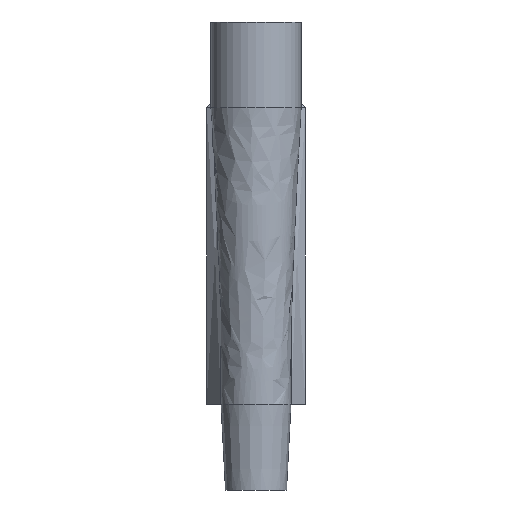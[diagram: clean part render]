
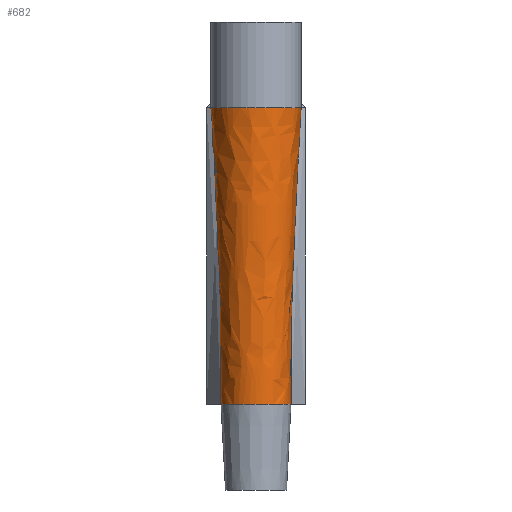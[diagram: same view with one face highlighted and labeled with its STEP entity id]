
A CAD part, front view. The second image highlights one B-rep face of the part: STEP entity #682.
In plain terms, the highlighted free-form (B-spline) face has degree [3, 1] with [6, 2] control points.
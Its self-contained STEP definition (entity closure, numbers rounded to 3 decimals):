
#149 = DIRECTION ( 'NONE',  ( 0., 0., -1. ) ) ;
#170 = VECTOR ( 'NONE', #2599, 1000. ) ;
#213 = EDGE_CURVE ( 'NONE', #2668, #2665, #1678, .T. ) ;
#262 = CARTESIAN_POINT ( 'NONE',  ( 6., -9., -38.1 ) ) ;
#268 = CARTESIAN_POINT ( 'NONE',  ( -6., -9., -38.1 ) ) ;
#310 = ORIENTED_EDGE ( 'NONE', *, *, #1762, .T. ) ;
#449 = LINE ( 'NONE', #1922, #2008 ) ;
#595 = CARTESIAN_POINT ( 'NONE',  ( -11.6, 0., 38.1 ) ) ;
#611 = DIRECTION ( 'NONE',  ( 0., 0., -1. ) ) ;
#662 = VERTEX_POINT ( 'NONE', #828 ) ;
#671 =( BOUNDED_SURFACE ( )  B_SPLINE_SURFACE ( 3, 1, ( 
 ( #1618, #1148 ),
 ( #2716, #1376 ),
 ( #262, #693 ),
 ( #268, #1821 ),
 ( #2262, #1200 ),
 ( #2295, #2765 ) ),
 .UNSPECIFIED., .F., .F., .F. ) 
 B_SPLINE_SURFACE_WITH_KNOTS ( ( 4, 2, 4 ),
 ( 2, 2 ),
 ( 0., 0.5, 1. ),
 ( 0., 1. ),
 .UNSPECIFIED. ) 
 GEOMETRIC_REPRESENTATION_ITEM ( )  RATIONAL_B_SPLINE_SURFACE ( (
 ( 1., 1.),
 ( 0.667, 0.346),
 ( 0.5, 0.204),
 ( 0.5, 0.204),
 ( 0.667, 0.346),
 ( 1., 1.) ) ) 
 REPRESENTATION_ITEM ( '' )  SURFACE ( )  );
#673 = AXIS2_PLACEMENT_3D ( 'NONE', #1732, #611, #1696 ) ;
#682 = ADVANCED_FACE ( 'NONE', ( #1171 ), #671, .F. ) ;
#693 = CARTESIAN_POINT ( 'NONE',  ( 12.139, -11.6, 38.1 ) ) ;
#828 = CARTESIAN_POINT ( 'NONE',  ( -8.205, 8.2, 38.1 ) ) ;
#973 = CARTESIAN_POINT ( 'NONE',  ( 9., 0., -38.1 ) ) ;
#1009 = CARTESIAN_POINT ( 'NONE',  ( 0., 0., 38.1 ) ) ;
#1100 = CIRCLE ( 'NONE', #2552, 11.6 ) ;
#1116 = EDGE_CURVE ( 'NONE', #2191, #2668, #1100, .T. ) ;
#1148 = CARTESIAN_POINT ( 'NONE',  ( 8.205, 8.2, 38.1 ) ) ;
#1171 = FACE_OUTER_BOUND ( 'NONE', #1310, .T. ) ;
#1178 = CARTESIAN_POINT ( 'NONE',  ( 0., 0., 38.1 ) ) ;
#1200 = CARTESIAN_POINT ( 'NONE',  ( -16.786, -0.386, 38.1 ) ) ;
#1220 = DIRECTION ( 'NONE',  ( -1., 0., 0. ) ) ;
#1302 = ORIENTED_EDGE ( 'NONE', *, *, #1617, .T. ) ;
#1310 = EDGE_LOOP ( 'NONE', ( #310, #1393, #2260, #1769, #2292, #1302 ) ) ;
#1376 = CARTESIAN_POINT ( 'NONE',  ( 16.786, -0.386, 38.1 ) ) ;
#1393 = ORIENTED_EDGE ( 'NONE', *, *, #2847, .T. ) ;
#1422 = VERTEX_POINT ( 'NONE', #973 ) ;
#1500 = DIRECTION ( 'NONE',  ( -0.01, -0.107, -0.994 ) ) ;
#1617 = EDGE_CURVE ( 'NONE', #662, #1952, #449, .T. ) ;
#1618 = CARTESIAN_POINT ( 'NONE',  ( 9., 0., -38.1 ) ) ;
#1666 = CARTESIAN_POINT ( 'NONE',  ( 8.205, 8.2, 38.1 ) ) ;
#1678 = CIRCLE ( 'NONE', #2526, 11.6 ) ;
#1696 = DIRECTION ( 'NONE',  ( -1., 0., 0. ) ) ;
#1732 = CARTESIAN_POINT ( 'NONE',  ( 0., 0., 38.1 ) ) ;
#1762 = EDGE_CURVE ( 'NONE', #1952, #1422, #2431, .T. ) ;
#1769 = ORIENTED_EDGE ( 'NONE', *, *, #213, .T. ) ;
#1821 = CARTESIAN_POINT ( 'NONE',  ( -12.139, -11.6, 38.1 ) ) ;
#1921 = DIRECTION ( 'NONE',  ( 0., 0., 1. ) ) ;
#1922 = CARTESIAN_POINT ( 'NONE',  ( -8.602, 4.1, 0. ) ) ;
#1952 = VERTEX_POINT ( 'NONE', #2344 ) ;
#2008 = VECTOR ( 'NONE', #1500, 1000. ) ;
#2180 = LINE ( 'NONE', #2317, #170 ) ;
#2181 = AXIS2_PLACEMENT_3D ( 'NONE', #2579, #1921, #1220 ) ;
#2191 = VERTEX_POINT ( 'NONE', #1666 ) ;
#2260 = ORIENTED_EDGE ( 'NONE', *, *, #1116, .T. ) ;
#2262 = CARTESIAN_POINT ( 'NONE',  ( -9., -4.5, -38.1 ) ) ;
#2292 = ORIENTED_EDGE ( 'NONE', *, *, #2864, .T. ) ;
#2295 = CARTESIAN_POINT ( 'NONE',  ( -9., 0., -38.1 ) ) ;
#2317 = CARTESIAN_POINT ( 'NONE',  ( 8.602, 4.1, 0. ) ) ;
#2344 = CARTESIAN_POINT ( 'NONE',  ( -9., 0., -38.1 ) ) ;
#2349 = DIRECTION ( 'NONE',  ( -1., 0., 0. ) ) ;
#2391 = CIRCLE ( 'NONE', #673, 11.6 ) ;
#2431 = CIRCLE ( 'NONE', #2181, 9. ) ;
#2511 = CARTESIAN_POINT ( 'NONE',  ( 11.6, 0., 38.1 ) ) ;
#2526 = AXIS2_PLACEMENT_3D ( 'NONE', #1178, #2795, #2555 ) ;
#2552 = AXIS2_PLACEMENT_3D ( 'NONE', #1009, #149, #2349 ) ;
#2555 = DIRECTION ( 'NONE',  ( -1., 0., 0. ) ) ;
#2579 = CARTESIAN_POINT ( 'NONE',  ( 0., 0., -38.1 ) ) ;
#2599 = DIRECTION ( 'NONE',  ( -0.01, 0.107, 0.994 ) ) ;
#2665 = VERTEX_POINT ( 'NONE', #595 ) ;
#2668 = VERTEX_POINT ( 'NONE', #2511 ) ;
#2716 = CARTESIAN_POINT ( 'NONE',  ( 9., -4.5, -38.1 ) ) ;
#2765 = CARTESIAN_POINT ( 'NONE',  ( -8.205, 8.2, 38.1 ) ) ;
#2795 = DIRECTION ( 'NONE',  ( 0., 0., -1. ) ) ;
#2847 = EDGE_CURVE ( 'NONE', #1422, #2191, #2180, .T. ) ;
#2864 = EDGE_CURVE ( 'NONE', #2665, #662, #2391, .T. ) ;
